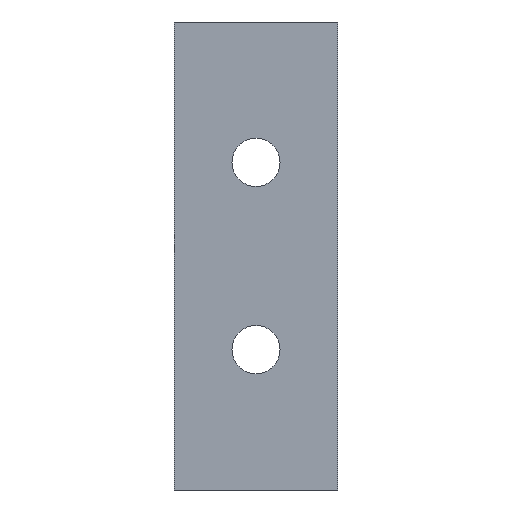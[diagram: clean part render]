
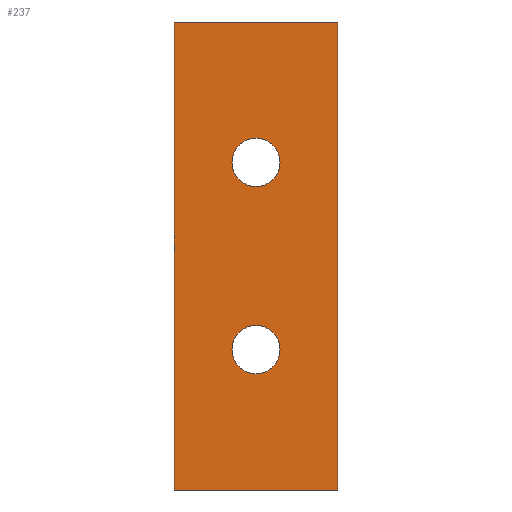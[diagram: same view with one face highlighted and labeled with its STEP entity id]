
A CAD part, front view. The second image highlights one B-rep face of the part: STEP entity #237.
In plain terms, the highlighted planar face has unit normal (0, -1, 0).
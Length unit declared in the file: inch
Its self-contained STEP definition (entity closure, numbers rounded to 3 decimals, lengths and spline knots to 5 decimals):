
#20=PLANE('',#265);
#26=LINE('',#365,#41);
#28=LINE('',#375,#43);
#29=LINE('',#377,#44);
#30=LINE('',#379,#45);
#41=VECTOR('',#295,39.37008);
#43=VECTOR('',#305,39.37008);
#44=VECTOR('',#306,39.37008);
#45=VECTOR('',#307,39.37008);
#60=ORIENTED_EDGE('',*,*,#118,.T.);
#61=ORIENTED_EDGE('',*,*,#119,.T.);
#62=ORIENTED_EDGE('',*,*,#120,.T.);
#63=ORIENTED_EDGE('',*,*,#121,.F.);
#64=ORIENTED_EDGE('',*,*,#122,.F.);
#65=ORIENTED_EDGE('',*,*,#115,.T.);
#115=EDGE_CURVE('',#145,#144,#26,.T.);
#118=EDGE_CURVE('',#147,#147,#167,.T.);
#119=EDGE_CURVE('',#148,#148,#168,.T.);
#120=EDGE_CURVE('',#144,#149,#28,.T.);
#121=EDGE_CURVE('',#150,#149,#29,.T.);
#122=EDGE_CURVE('',#145,#150,#30,.T.);
#144=VERTEX_POINT('',#364);
#145=VERTEX_POINT('',#366);
#147=VERTEX_POINT('',#372);
#148=VERTEX_POINT('',#374);
#149=VERTEX_POINT('',#376);
#150=VERTEX_POINT('',#378);
#167=CIRCLE('',#266,0.1285);
#168=CIRCLE('',#267,0.1285);
#180=EDGE_LOOP('',(#60));
#181=EDGE_LOOP('',(#61));
#182=EDGE_LOOP('',(#62,#63,#64,#65));
#205=FACE_BOUND('',#180,.T.);
#206=FACE_BOUND('',#181,.T.);
#207=FACE_BOUND('',#182,.T.);
#237=ADVANCED_FACE('',(#205,#206,#207),#20,.F.);
#265=AXIS2_PLACEMENT_3D('',#370,#299,#300);
#266=AXIS2_PLACEMENT_3D('',#371,#301,#302);
#267=AXIS2_PLACEMENT_3D('',#373,#303,#304);
#295=DIRECTION('',(-1.,0.,0.));
#299=DIRECTION('',(0.,1.,0.));
#300=DIRECTION('',(0.,0.,1.));
#301=DIRECTION('',(0.,1.,0.));
#302=DIRECTION('',(1.,0.,0.));
#303=DIRECTION('',(0.,1.,0.));
#304=DIRECTION('',(1.,0.,0.));
#305=DIRECTION('',(0.,0.,-1.));
#306=DIRECTION('',(-1.,0.,0.));
#307=DIRECTION('',(0.,0.,-1.));
#364=CARTESIAN_POINT('',(-0.4375,0.,2.5));
#365=CARTESIAN_POINT('',(0.4375,0.,2.5));
#366=CARTESIAN_POINT('',(0.4375,0.,2.5));
#370=CARTESIAN_POINT('',(0.4375,0.,2.5));
#371=CARTESIAN_POINT('',(0.,0.,1.75));
#372=CARTESIAN_POINT('',(0.1285,0.,1.75));
#373=CARTESIAN_POINT('',(0.,0.,0.75));
#374=CARTESIAN_POINT('',(0.1285,0.,0.75));
#375=CARTESIAN_POINT('',(-0.4375,0.,2.5));
#376=CARTESIAN_POINT('',(-0.4375,0.,0.));
#377=CARTESIAN_POINT('',(0.4375,0.,0.));
#378=CARTESIAN_POINT('',(0.4375,0.,0.));
#379=CARTESIAN_POINT('',(0.4375,0.,2.5));
